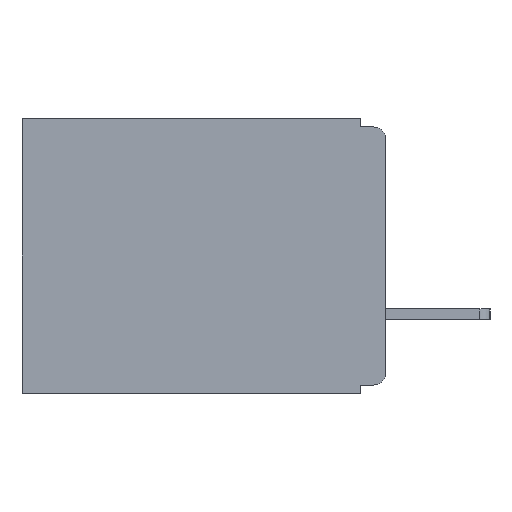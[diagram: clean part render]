
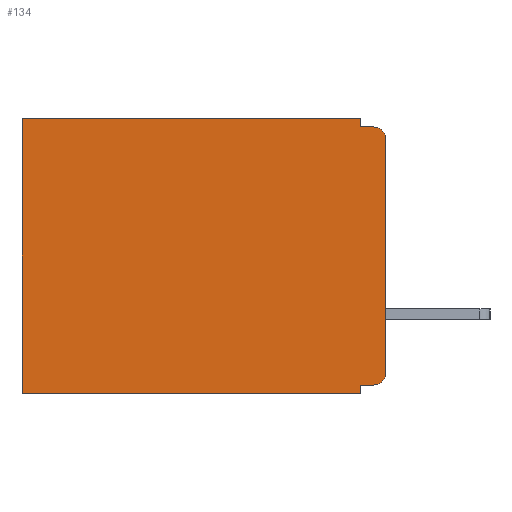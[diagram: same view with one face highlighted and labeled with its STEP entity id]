
A CAD part, left-side view. The second image highlights one B-rep face of the part: STEP entity #134.
In plain terms, the highlighted planar face has unit normal (-1, 0, 0).
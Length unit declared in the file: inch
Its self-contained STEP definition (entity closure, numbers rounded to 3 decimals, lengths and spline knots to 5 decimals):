
#134 = ADVANCED_FACE ( 'NONE', ( #7319 ), #3645, .F. ) ;
#295 = DIRECTION ( 'NONE',  ( -1., 0., 0. ) ) ;
#408 = VECTOR ( 'NONE', #8478, 39.37008 ) ;
#441 = VECTOR ( 'NONE', #2803, 39.37008 ) ;
#607 = ORIENTED_EDGE ( 'NONE', *, *, #17816, .T. ) ;
#724 = CARTESIAN_POINT ( 'NONE',  ( 0.3, 0., -0.33 ) ) ;
#1707 = VERTEX_POINT ( 'NONE', #17101 ) ;
#1723 = EDGE_CURVE ( 'NONE', #23864, #13271, #15538, .T. ) ;
#2168 = ORIENTED_EDGE ( 'NONE', *, *, #7393, .F. ) ;
#2751 = CARTESIAN_POINT ( 'NONE',  ( 0.3, 0.031, -0.32 ) ) ;
#2803 = DIRECTION ( 'NONE',  ( 0., 0., -1. ) ) ;
#3404 = CARTESIAN_POINT ( 'NONE',  ( 0.3, 0.437, -0.33 ) ) ;
#3541 = VECTOR ( 'NONE', #3807, 39.37008 ) ;
#3645 = PLANE ( 'NONE',  #23474 ) ;
#3807 = DIRECTION ( 'NONE',  ( 0., -1., 0. ) ) ;
#3821 = VERTEX_POINT ( 'NONE', #4431 ) ;
#4366 = CARTESIAN_POINT ( 'NONE',  ( 0.3, 0., -0.32 ) ) ;
#4431 = CARTESIAN_POINT ( 'NONE',  ( 0.3, 0.031, -0.01 ) ) ;
#5281 = DIRECTION ( 'NONE',  ( -1., 0., 0. ) ) ;
#6001 = ORIENTED_EDGE ( 'NONE', *, *, #6164, .F. ) ;
#6106 = CARTESIAN_POINT ( 'NONE',  ( 0.3, 0., -0.305 ) ) ;
#6164 = EDGE_CURVE ( 'NONE', #23663, #3821, #17864, .T. ) ;
#6853 = ORIENTED_EDGE ( 'NONE', *, *, #12759, .F. ) ;
#6990 = CARTESIAN_POINT ( 'NONE',  ( 0.3, 0.437, -0.33 ) ) ;
#7319 = FACE_OUTER_BOUND ( 'NONE', #16544, .T. ) ;
#7393 = EDGE_CURVE ( 'NONE', #1707, #23864, #11951, .T. ) ;
#8234 = CARTESIAN_POINT ( 'NONE',  ( 0.3, 0.031, 0. ) ) ;
#8441 = LINE ( 'NONE', #6990, #23884 ) ;
#8478 = DIRECTION ( 'NONE',  ( 0., 1., 0. ) ) ;
#9156 = ORIENTED_EDGE ( 'NONE', *, *, #17818, .T. ) ;
#9510 = LINE ( 'NONE', #20705, #24895 ) ;
#9791 = CARTESIAN_POINT ( 'NONE',  ( 0.3, 0.031, -0.33 ) ) ;
#10130 = VECTOR ( 'NONE', #15854, 39.37008 ) ;
#11008 = CARTESIAN_POINT ( 'NONE',  ( 0.3, 0.031, 0. ) ) ;
#11341 = CIRCLE ( 'NONE', #23448, 0.015 ) ;
#11733 = VERTEX_POINT ( 'NONE', #6106 ) ;
#11951 = LINE ( 'NONE', #4366, #17977 ) ;
#11984 = EDGE_CURVE ( 'NONE', #23377, #11733, #16770, .T. ) ;
#12205 = ORIENTED_EDGE ( 'NONE', *, *, #24336, .F. ) ;
#12605 = CARTESIAN_POINT ( 'NONE',  ( 0.3, 0.015, -0.025 ) ) ;
#12709 = VERTEX_POINT ( 'NONE', #17497 ) ;
#12759 = EDGE_CURVE ( 'NONE', #3821, #12709, #14480, .T. ) ;
#13271 = VERTEX_POINT ( 'NONE', #13666 ) ;
#13666 = CARTESIAN_POINT ( 'NONE',  ( 0.3, 0.031, -0.33 ) ) ;
#14480 = LINE ( 'NONE', #22102, #3541 ) ;
#14640 = DIRECTION ( 'NONE',  ( 0., 1., 0. ) ) ;
#14650 = DIRECTION ( 'NONE',  ( 0., 0., -1. ) ) ;
#14831 = DIRECTION ( 'NONE',  ( 0., 0., -1. ) ) ;
#15538 = LINE ( 'NONE', #9791, #10130 ) ;
#15640 = VERTEX_POINT ( 'NONE', #21649 ) ;
#15832 = ORIENTED_EDGE ( 'NONE', *, *, #19106, .T. ) ;
#15854 = DIRECTION ( 'NONE',  ( 0., 0., -1. ) ) ;
#16300 = VERTEX_POINT ( 'NONE', #3404 ) ;
#16325 = ORIENTED_EDGE ( 'NONE', *, *, #1723, .F. ) ;
#16544 = EDGE_LOOP ( 'NONE', ( #17516, #607, #6853, #6001, #9156, #15832, #12205, #16325, #2168, #17760 ) ) ;
#16736 = LINE ( 'NONE', #24581, #408 ) ;
#16770 = LINE ( 'NONE', #724, #441 ) ;
#17101 = CARTESIAN_POINT ( 'NONE',  ( 0.3, 0.015, -0.32 ) ) ;
#17228 = VECTOR ( 'NONE', #21045, 39.37008 ) ;
#17497 = CARTESIAN_POINT ( 'NONE',  ( 0.3, 0.015, -0.01 ) ) ;
#17516 = ORIENTED_EDGE ( 'NONE', *, *, #11984, .F. ) ;
#17531 = CARTESIAN_POINT ( 'NONE',  ( 0.3, 0.015, -0.305 ) ) ;
#17760 = ORIENTED_EDGE ( 'NONE', *, *, #18575, .T. ) ;
#17816 = EDGE_CURVE ( 'NONE', #23377, #12709, #11341, .T. ) ;
#17818 = EDGE_CURVE ( 'NONE', #23663, #15640, #16736, .T. ) ;
#17864 = LINE ( 'NONE', #11008, #17228 ) ;
#17977 = VECTOR ( 'NONE', #20660, 39.37008 ) ;
#18575 = EDGE_CURVE ( 'NONE', #1707, #11733, #20539, .T. ) ;
#19106 = EDGE_CURVE ( 'NONE', #15640, #16300, #8441, .T. ) ;
#19462 = CARTESIAN_POINT ( 'NONE',  ( 0.3, 0., -0.025 ) ) ;
#19572 = DIRECTION ( 'NONE',  ( 0., 0., -1. ) ) ;
#20539 = CIRCLE ( 'NONE', #21950, 0.015 ) ;
#20660 = DIRECTION ( 'NONE',  ( 0., 1., 0. ) ) ;
#20705 = CARTESIAN_POINT ( 'NONE',  ( 0.3, 0., -0.33 ) ) ;
#21045 = DIRECTION ( 'NONE',  ( 0., 0., -1. ) ) ;
#21155 = DIRECTION ( 'NONE',  ( 0., 0., -1. ) ) ;
#21649 = CARTESIAN_POINT ( 'NONE',  ( 0.3, 0.437, 0. ) ) ;
#21950 = AXIS2_PLACEMENT_3D ( 'NONE', #17531, #5281, #19572 ) ;
#22102 = CARTESIAN_POINT ( 'NONE',  ( 0.3, 0., -0.01 ) ) ;
#22863 = CARTESIAN_POINT ( 'NONE',  ( 0.3, 0., -0.33 ) ) ;
#23377 = VERTEX_POINT ( 'NONE', #19462 ) ;
#23448 = AXIS2_PLACEMENT_3D ( 'NONE', #12605, #295, #14650 ) ;
#23474 = AXIS2_PLACEMENT_3D ( 'NONE', #22863, #24857, #14831 ) ;
#23663 = VERTEX_POINT ( 'NONE', #8234 ) ;
#23864 = VERTEX_POINT ( 'NONE', #2751 ) ;
#23884 = VECTOR ( 'NONE', #21155, 39.37008 ) ;
#24336 = EDGE_CURVE ( 'NONE', #13271, #16300, #9510, .T. ) ;
#24581 = CARTESIAN_POINT ( 'NONE',  ( 0.3, 0., 0. ) ) ;
#24857 = DIRECTION ( 'NONE',  ( 1., 0., 0. ) ) ;
#24895 = VECTOR ( 'NONE', #14640, 39.37008 ) ;
